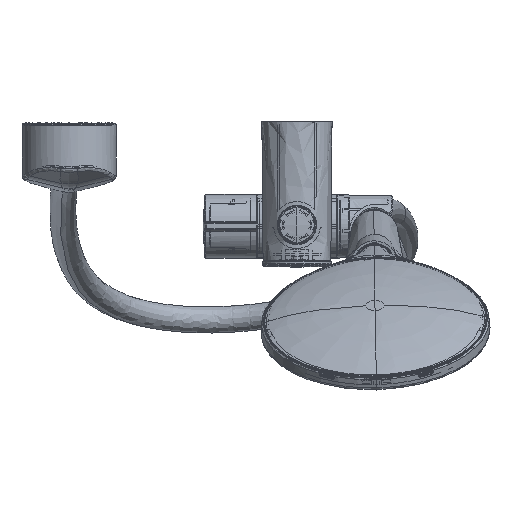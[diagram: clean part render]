
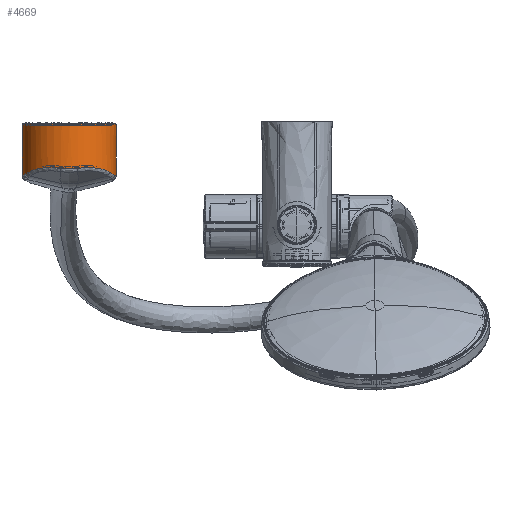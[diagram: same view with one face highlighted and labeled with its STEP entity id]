
A CAD part, top view. The second image highlights one B-rep face of the part: STEP entity #4669.
In plain terms, the highlighted cylindrical face has radius 25.1 mm (diameter 50.2 mm), a partial arc.
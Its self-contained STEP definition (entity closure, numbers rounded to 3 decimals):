
#4669=ADVANCED_FACE('',(#8058),#53209,.T.);
#8058=FACE_OUTER_BOUND('',#11907,.T.);
#11907=EDGE_LOOP('',(#27908,#27909,#27910,#27911,#27912,#27913,#27914,#27915,
#27916,#27917,#27918));
#27908=ORIENTED_EDGE('',*,*,#37491,.T.);
#27909=ORIENTED_EDGE('',*,*,#37494,.T.);
#27910=ORIENTED_EDGE('',*,*,#37493,.T.);
#27911=ORIENTED_EDGE('',*,*,#37505,.T.);
#27912=ORIENTED_EDGE('',*,*,#37508,.T.);
#27913=ORIENTED_EDGE('',*,*,#37510,.T.);
#27914=ORIENTED_EDGE('',*,*,#37492,.T.);
#27915=ORIENTED_EDGE('',*,*,#37512,.T.);
#27916=ORIENTED_EDGE('',*,*,#37516,.T.);
#27917=ORIENTED_EDGE('',*,*,#37498,.T.);
#27918=ORIENTED_EDGE('',*,*,#37490,.T.);
#37490=EDGE_CURVE('',#52022,#52024,#40027,.T.);
#37491=EDGE_CURVE('',#52024,#52021,#40028,.T.);
#37492=EDGE_CURVE('',#52028,#52027,#46491,.T.);
#37493=EDGE_CURVE('',#52032,#52031,#46492,.T.);
#37494=EDGE_CURVE('',#52021,#52032,#46493,.T.);
#37498=EDGE_CURVE('',#52025,#52022,#46497,.T.);
#37505=EDGE_CURVE('',#52031,#52030,#46504,.T.);
#37508=EDGE_CURVE('',#52030,#52029,#46507,.T.);
#37510=EDGE_CURVE('',#52029,#52028,#46509,.T.);
#37512=EDGE_CURVE('',#52027,#52026,#46511,.T.);
#37516=EDGE_CURVE('',#52026,#52025,#46515,.T.);
#40027=(
BOUNDED_CURVE()
B_SPLINE_CURVE(2,(#211103,#211104,#211105),.UNSPECIFIED.,.F.,.F.)
B_SPLINE_CURVE_WITH_KNOTS((3,3),(77.077,77.283),
 .UNSPECIFIED.)
CURVE()
GEOMETRIC_REPRESENTATION_ITEM()
RATIONAL_B_SPLINE_CURVE((1.,1.,1.))
REPRESENTATION_ITEM('')
);
#40028=(
BOUNDED_CURVE()
B_SPLINE_CURVE(2,(#211106,#211107,#211108,#211109,#211110),
 .UNSPECIFIED.,.F.,.F.)
B_SPLINE_CURVE_WITH_KNOTS((3,2,3),(77.283,115.822,154.36),
 .UNSPECIFIED.)
CURVE()
GEOMETRIC_REPRESENTATION_ITEM()
RATIONAL_B_SPLINE_CURVE((1.,0.709,1.,0.709,1.))
REPRESENTATION_ITEM('')
);
#46491=B_SPLINE_CURVE_WITH_KNOTS('',3,(#211111,#211112,#211113,#211114,
#211115,#211116,#211117,#211118,#211119,#211120),.UNSPECIFIED.,.F.,.F.,
(4,1,1,1,1,1,1,4),(-22.899,-19.628,-16.357,
-13.085,-9.814,-6.543,-3.271,
0.),.UNSPECIFIED.);
#46492=B_SPLINE_CURVE_WITH_KNOTS('',3,(#211121,#211122,#211123,#211124,
#211125,#211126),.UNSPECIFIED.,.F.,.F.,(4,1,1,4),(-5.125,-3.416,
-1.708,0.),.UNSPECIFIED.);
#46493=B_SPLINE_CURVE_WITH_KNOTS('',1,(#211127,#211128),.UNSPECIFIED.,.F.,
 .F.,(2,2),(-27.602,0.),.UNSPECIFIED.);
#46497=B_SPLINE_CURVE_WITH_KNOTS('',1,(#211188,#211189),.UNSPECIFIED.,.F.,
 .F.,(2,2),(0.,27.602),.UNSPECIFIED.);
#46504=B_SPLINE_CURVE_WITH_KNOTS('',3,(#211264,#211265,#211266,#211267,
#211268,#211269),.UNSPECIFIED.,.F.,.F.,(4,1,1,4),(0.,2.396,4.936,
7.452),.UNSPECIFIED.);
#46507=B_SPLINE_CURVE_WITH_KNOTS('',3,(#211283,#211284,#211285,#211286,
#211287,#211288,#211289,#211290,#211291,#211292),.UNSPECIFIED.,.F.,.F.,
(4,1,1,1,1,1,1,4),(0.,3.269,6.539,9.808,
13.078,16.347,19.616,22.886),
 .UNSPECIFIED.);
#46509=B_SPLINE_CURVE_WITH_KNOTS('',3,(#211300,#211301,#211302,#211303,
#211304,#211305),.UNSPECIFIED.,.F.,.F.,(4,1,1,4),(0.,2.989,6.059,
9.071),.UNSPECIFIED.);
#46511=B_SPLINE_CURVE_WITH_KNOTS('',3,(#211313,#211314,#211315,#211316,
#211317,#211318),.UNSPECIFIED.,.F.,.F.,(4,1,1,4),(0.,2.516,5.056,
7.452),.UNSPECIFIED.);
#46515=B_SPLINE_CURVE_WITH_KNOTS('',3,(#211339,#211340,#211341,#211342,
#211343,#211344),.UNSPECIFIED.,.F.,.F.,(4,1,1,4),(0.,1.708,3.416,
5.124),.UNSPECIFIED.);
#52021=VERTEX_POINT('',#210848);
#52022=VERTEX_POINT('',#210849);
#52024=VERTEX_POINT('',#210851);
#52025=VERTEX_POINT('',#210852);
#52026=VERTEX_POINT('',#210853);
#52027=VERTEX_POINT('',#210854);
#52028=VERTEX_POINT('',#210855);
#52029=VERTEX_POINT('',#210856);
#52030=VERTEX_POINT('',#210857);
#52031=VERTEX_POINT('',#210858);
#52032=VERTEX_POINT('',#210859);
#53209=CYLINDRICAL_SURFACE('',#60779,25.1);
#60779=AXIS2_PLACEMENT_3D('',#201336,#62462,$);
#62462=DIRECTION('',(0.,0.,1.));
#201336=CARTESIAN_POINT('',(0.,0.,14.301));
#210848=CARTESIAN_POINT('',(25.1,0.,0.5));
#210849=CARTESIAN_POINT('',(-25.1,0.,0.5));
#210851=CARTESIAN_POINT('',(-25.099,-0.21,0.5));
#210852=CARTESIAN_POINT('',(-25.1,0.,28.102));
#210853=CARTESIAN_POINT('',(-24.582,-5.071,27.698));
#210854=CARTESIAN_POINT('',(-22.103,-11.893,26.28));
#210855=CARTESIAN_POINT('',(-4.482,-24.697,23.948));
#210856=CARTESIAN_POINT('',(4.495,-24.694,23.946));
#210857=CARTESIAN_POINT('',(22.103,-11.893,26.28));
#210858=CARTESIAN_POINT('',(24.582,-5.071,27.698));
#210859=CARTESIAN_POINT('',(25.1,0.,28.102));
#211103=CARTESIAN_POINT('',(-25.1,0.,0.5));
#211104=CARTESIAN_POINT('',(-25.1,-0.105,0.5));
#211105=CARTESIAN_POINT('',(-25.099,-0.21,0.5));
#211106=CARTESIAN_POINT('',(-25.099,-0.21,0.5));
#211107=CARTESIAN_POINT('',(-24.89,-25.204,0.5));
#211108=CARTESIAN_POINT('',(0.105,-25.1,0.5));
#211109=CARTESIAN_POINT('',(25.1,-24.995,0.5));
#211110=CARTESIAN_POINT('',(25.1,0.,0.5));
#211111=CARTESIAN_POINT('',(-4.482,-24.697,23.948));
#211112=CARTESIAN_POINT('',(-5.49,-24.514,23.814));
#211113=CARTESIAN_POINT('',(-7.496,-24.022,23.608));
#211114=CARTESIAN_POINT('',(-10.445,-22.897,23.502));
#211115=CARTESIAN_POINT('',(-13.273,-21.386,23.612));
#211116=CARTESIAN_POINT('',(-15.928,-19.489,23.948));
#211117=CARTESIAN_POINT('',(-18.304,-17.281,24.497));
#211118=CARTESIAN_POINT('',(-20.444,-14.688,25.286));
#211119=CARTESIAN_POINT('',(-21.592,-12.844,25.93));
#211120=CARTESIAN_POINT('',(-22.103,-11.893,26.28));
#211121=CARTESIAN_POINT('',(25.1,0.,28.102));
#211122=CARTESIAN_POINT('',(25.1,-0.568,28.049));
#211123=CARTESIAN_POINT('',(25.061,-1.703,27.948));
#211124=CARTESIAN_POINT('',(24.888,-3.398,27.813));
#211125=CARTESIAN_POINT('',(24.697,-4.516,27.734));
#211126=CARTESIAN_POINT('',(24.582,-5.071,27.698));
#211127=CARTESIAN_POINT('',(25.1,0.,0.5));
#211128=CARTESIAN_POINT('',(25.1,0.,28.102));
#211188=CARTESIAN_POINT('',(-25.1,0.,28.102));
#211189=CARTESIAN_POINT('',(-25.1,0.,0.5));
#211264=CARTESIAN_POINT('',(24.582,-5.071,27.698));
#211265=CARTESIAN_POINT('',(24.422,-5.85,27.647));
#211266=CARTESIAN_POINT('',(24.014,-7.438,27.47));
#211267=CARTESIAN_POINT('',(23.181,-9.731,26.995));
#211268=CARTESIAN_POINT('',(22.48,-11.193,26.538));
#211269=CARTESIAN_POINT('',(22.103,-11.893,26.28));
#211283=CARTESIAN_POINT('',(22.103,-11.893,26.28));
#211284=CARTESIAN_POINT('',(21.593,-12.841,25.931));
#211285=CARTESIAN_POINT('',(20.449,-14.684,25.287));
#211286=CARTESIAN_POINT('',(18.284,-17.304,24.49));
#211287=CARTESIAN_POINT('',(15.901,-19.51,23.943));
#211288=CARTESIAN_POINT('',(13.26,-21.393,23.611));
#211289=CARTESIAN_POINT('',(10.43,-22.904,23.503));
#211290=CARTESIAN_POINT('',(7.494,-24.022,23.608));
#211291=CARTESIAN_POINT('',(5.494,-24.512,23.813));
#211292=CARTESIAN_POINT('',(4.495,-24.694,23.946));
#211300=CARTESIAN_POINT('',(4.495,-24.694,23.946));
#211301=CARTESIAN_POINT('',(3.527,-24.87,24.075));
#211302=CARTESIAN_POINT('',(1.525,-25.115,24.254));
#211303=CARTESIAN_POINT('',(-1.5,-25.116,24.256));
#211304=CARTESIAN_POINT('',(-3.506,-24.874,24.078));
#211305=CARTESIAN_POINT('',(-4.482,-24.697,23.948));
#211313=CARTESIAN_POINT('',(-22.103,-11.893,26.28));
#211314=CARTESIAN_POINT('',(-22.48,-11.193,26.538));
#211315=CARTESIAN_POINT('',(-23.181,-9.731,26.995));
#211316=CARTESIAN_POINT('',(-24.014,-7.438,27.47));
#211317=CARTESIAN_POINT('',(-24.422,-5.85,27.647));
#211318=CARTESIAN_POINT('',(-24.582,-5.071,27.698));
#211339=CARTESIAN_POINT('',(-24.582,-5.071,27.698));
#211340=CARTESIAN_POINT('',(-24.697,-4.516,27.734));
#211341=CARTESIAN_POINT('',(-24.888,-3.398,27.813));
#211342=CARTESIAN_POINT('',(-25.061,-1.703,27.948));
#211343=CARTESIAN_POINT('',(-25.1,-0.568,28.049));
#211344=CARTESIAN_POINT('',(-25.1,0.,28.102));
